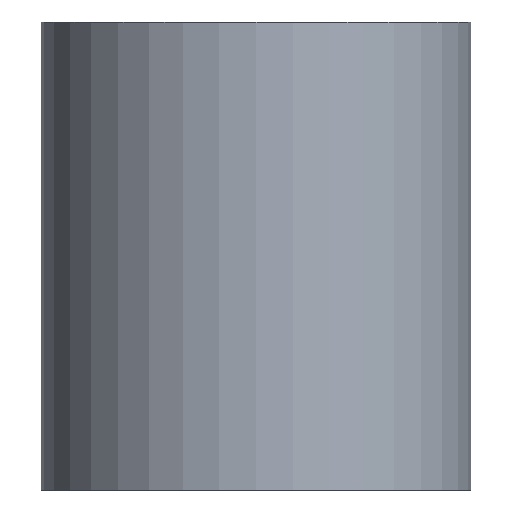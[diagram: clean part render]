
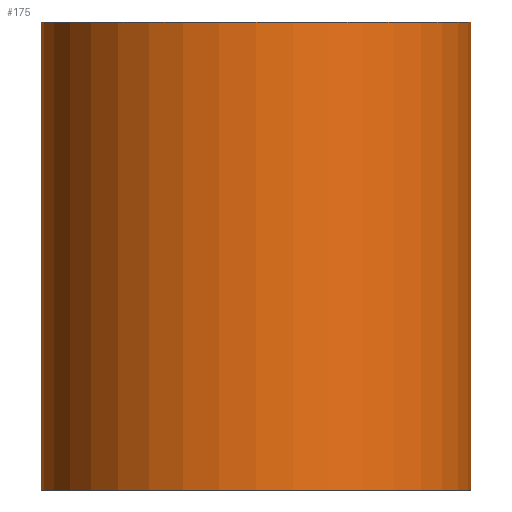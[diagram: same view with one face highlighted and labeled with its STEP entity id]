
A CAD part, front view. The second image highlights one B-rep face of the part: STEP entity #175.
In plain terms, the highlighted cylindrical face has radius 27.55 mm (diameter 55.1 mm), a partial arc.
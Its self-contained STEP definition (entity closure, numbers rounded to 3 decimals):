
#6 = EDGE_CURVE ( 'NONE', #71, #244, #18, .T. ) ;
#12 = VECTOR ( 'NONE', #62, 1000. ) ;
#14 = ORIENTED_EDGE ( 'NONE', *, *, #6, .T. ) ;
#18 = CIRCLE ( 'NONE', #197, 27.55 ) ;
#21 = CARTESIAN_POINT ( 'NONE',  ( 27.55, 0., 0. ) ) ;
#40 = CIRCLE ( 'NONE', #97, 27.55 ) ;
#50 = EDGE_CURVE ( 'NONE', #53, #244, #190, .T. ) ;
#53 = VERTEX_POINT ( 'NONE', #58 ) ;
#54 = DIRECTION ( 'NONE',  ( 0., 0., 1. ) ) ;
#58 = CARTESIAN_POINT ( 'NONE',  ( 27.55, 0., 60. ) ) ;
#59 = CARTESIAN_POINT ( 'NONE',  ( -27.55, 0., 60. ) ) ;
#62 = DIRECTION ( 'NONE',  ( 0., 0., -1. ) ) ;
#71 = VERTEX_POINT ( 'NONE', #174 ) ;
#73 = ORIENTED_EDGE ( 'NONE', *, *, #50, .F. ) ;
#76 = CYLINDRICAL_SURFACE ( 'NONE', #185, 27.55 ) ;
#96 = CARTESIAN_POINT ( 'NONE',  ( 0., 0., 0. ) ) ;
#97 = AXIS2_PLACEMENT_3D ( 'NONE', #138, #115, #194 ) ;
#102 = DIRECTION ( 'NONE',  ( -1., 0., 0. ) ) ;
#103 = FACE_OUTER_BOUND ( 'NONE', #187, .T. ) ;
#115 = DIRECTION ( 'NONE',  ( 0., 0., 1. ) ) ;
#116 = CARTESIAN_POINT ( 'NONE',  ( 27.55, 0., 60. ) ) ;
#138 = CARTESIAN_POINT ( 'NONE',  ( 0., 0., 60. ) ) ;
#151 = ORIENTED_EDGE ( 'NONE', *, *, #209, .T. ) ;
#153 = ORIENTED_EDGE ( 'NONE', *, *, #224, .F. ) ;
#157 = CARTESIAN_POINT ( 'NONE',  ( -27.55, 0., 60. ) ) ;
#158 = CARTESIAN_POINT ( 'NONE',  ( 0., 0., 60. ) ) ;
#168 = VECTOR ( 'NONE', #178, 1000. ) ;
#172 = DIRECTION ( 'NONE',  ( 1., 0., 0. ) ) ;
#174 = CARTESIAN_POINT ( 'NONE',  ( -27.55, 0., 0. ) ) ;
#175 = ADVANCED_FACE ( 'NONE', ( #103 ), #76, .T. ) ;
#178 = DIRECTION ( 'NONE',  ( 0., 0., -1. ) ) ;
#185 = AXIS2_PLACEMENT_3D ( 'NONE', #158, #233, #102 ) ;
#187 = EDGE_LOOP ( 'NONE', ( #73, #153, #151, #14 ) ) ;
#190 = LINE ( 'NONE', #116, #168 ) ;
#194 = DIRECTION ( 'NONE',  ( 1., 0., 0. ) ) ;
#197 = AXIS2_PLACEMENT_3D ( 'NONE', #96, #54, #172 ) ;
#209 = EDGE_CURVE ( 'NONE', #226, #71, #236, .T. ) ;
#224 = EDGE_CURVE ( 'NONE', #226, #53, #40, .T. ) ;
#226 = VERTEX_POINT ( 'NONE', #59 ) ;
#233 = DIRECTION ( 'NONE',  ( 0., 0., -1. ) ) ;
#236 = LINE ( 'NONE', #157, #12 ) ;
#244 = VERTEX_POINT ( 'NONE', #21 ) ;
